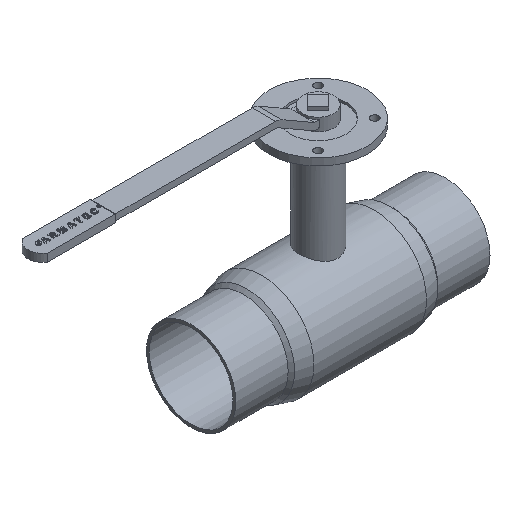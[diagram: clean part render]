
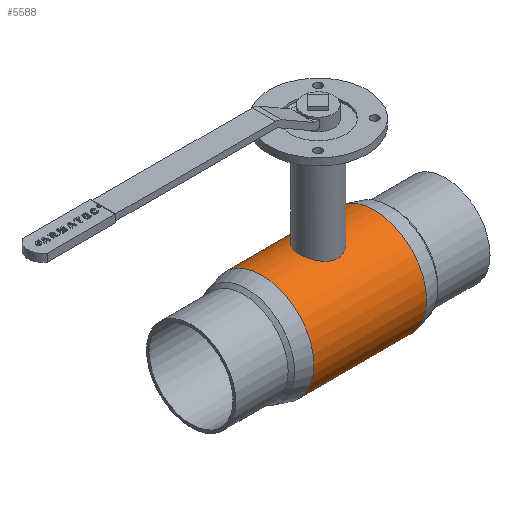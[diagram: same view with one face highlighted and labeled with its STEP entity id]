
A CAD part, isometric view. The second image highlights one B-rep face of the part: STEP entity #5588.
In plain terms, the highlighted cylindrical face has radius 66.5 mm (diameter 133 mm), a full revolution.
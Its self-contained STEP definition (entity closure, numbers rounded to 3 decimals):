
#5488=CARTESIAN_POINT('',(198.5,0.0,0.0));
#5489=DIRECTION('',(1.0,0.0,0.0));
#5490=DIRECTION('',(0.0,1.0,0.0));
#5491=AXIS2_PLACEMENT_3D('',#5488,#5489,#5490);
#5492=CYLINDRICAL_SURFACE('',#5491,66.5);
#5493=CARTESIAN_POINT('',(234.5,66.5,0.0));
#5494=VERTEX_POINT('',#5493);
#5495=CARTESIAN_POINT('',(234.5,0.0,0.0));
#5496=DIRECTION('',(1.0,0.0,0.0));
#5497=DIRECTION('',(0.0,1.0,0.0));
#5498=AXIS2_PLACEMENT_3D('',#5495,#5496,#5497);
#5499=CIRCLE('',#5498,66.5);
#5500=EDGE_CURVE('',#5494,#5494,#5499,.T.);
#5501=ORIENTED_EDGE('',*,*,#5500,.F.);
#5502=EDGE_LOOP('',(#5501));
#5503=FACE_OUTER_BOUND('',#5502,.T.);
#5504=CARTESIAN_POINT('',(90.5,66.5,0.0));
#5505=VERTEX_POINT('',#5504);
#5506=CARTESIAN_POINT('',(90.5,0.0,0.0));
#5507=DIRECTION('',(1.0,0.0,0.0));
#5508=DIRECTION('',(0.0,1.0,0.0));
#5509=AXIS2_PLACEMENT_3D('',#5506,#5507,#5508);
#5510=CIRCLE('',#5509,66.5);
#5511=EDGE_CURVE('',#5505,#5505,#5510,.T.);
#5512=ORIENTED_EDGE('',*,*,#5511,.T.);
#5513=EDGE_LOOP('',(#5512));
#5514=FACE_BOUND('',#5513,.T.);
#5515=CARTESIAN_POINT('',(162.5,25.0,61.622));
#5516=VERTEX_POINT('',#5515);
#5517=CARTESIAN_POINT('',(162.5,25.0,61.622));
#5518=CARTESIAN_POINT('',(164.087,25.0,61.622));
#5519=CARTESIAN_POINT('',(165.723,24.846,61.685));
#5520=CARTESIAN_POINT('',(168.966,24.206,61.939));
#5521=CARTESIAN_POINT('',(170.573,23.719,62.13));
#5522=CARTESIAN_POINT('',(173.647,22.439,62.604));
#5523=CARTESIAN_POINT('',(175.117,21.645,62.886));
#5524=CARTESIAN_POINT('',(177.831,19.815,63.487));
#5525=CARTESIAN_POINT('',(179.076,18.779,63.804));
#5526=CARTESIAN_POINT('',(181.278,16.577,64.411));
#5527=CARTESIAN_POINT('',(182.314,15.333,64.723));
#5528=CARTESIAN_POINT('',(184.144,12.618,65.307));
#5529=CARTESIAN_POINT('',(184.939,11.148,65.577));
#5530=CARTESIAN_POINT('',(186.219,8.072,66.027));
#5531=CARTESIAN_POINT('',(186.706,6.464,66.205));
#5532=CARTESIAN_POINT('',(187.347,3.221,66.442));
#5533=CARTESIAN_POINT('',(187.5,1.586,66.5));
#5534=CARTESIAN_POINT('',(187.5,-1.586,66.5));
#5535=CARTESIAN_POINT('',(187.347,-3.221,66.442));
#5536=CARTESIAN_POINT('',(186.706,-6.464,66.205));
#5537=CARTESIAN_POINT('',(186.219,-8.072,66.027));
#5538=CARTESIAN_POINT('',(184.939,-11.148,65.577));
#5539=CARTESIAN_POINT('',(184.144,-12.618,65.307));
#5540=CARTESIAN_POINT('',(182.314,-15.333,64.723));
#5541=CARTESIAN_POINT('',(181.278,-16.577,64.411));
#5542=CARTESIAN_POINT('',(179.076,-18.779,63.804));
#5543=CARTESIAN_POINT('',(177.831,-19.815,63.487));
#5544=CARTESIAN_POINT('',(175.117,-21.645,62.886));
#5545=CARTESIAN_POINT('',(173.647,-22.439,62.604));
#5546=CARTESIAN_POINT('',(170.573,-23.719,62.13));
#5547=CARTESIAN_POINT('',(168.966,-24.206,61.939));
#5548=CARTESIAN_POINT('',(165.723,-24.846,61.685));
#5549=CARTESIAN_POINT('',(164.087,-25.0,61.622));
#5550=CARTESIAN_POINT('',(160.913,-25.0,61.622));
#5551=CARTESIAN_POINT('',(159.277,-24.846,61.685));
#5552=CARTESIAN_POINT('',(156.034,-24.206,61.939));
#5553=CARTESIAN_POINT('',(154.427,-23.719,62.13));
#5554=CARTESIAN_POINT('',(151.353,-22.439,62.604));
#5555=CARTESIAN_POINT('',(149.883,-21.645,62.886));
#5556=CARTESIAN_POINT('',(147.169,-19.815,63.487));
#5557=CARTESIAN_POINT('',(145.924,-18.779,63.804));
#5558=CARTESIAN_POINT('',(143.722,-16.577,64.411));
#5559=CARTESIAN_POINT('',(142.686,-15.333,64.723));
#5560=CARTESIAN_POINT('',(140.856,-12.618,65.307));
#5561=CARTESIAN_POINT('',(140.061,-11.148,65.577));
#5562=CARTESIAN_POINT('',(138.781,-8.072,66.027));
#5563=CARTESIAN_POINT('',(138.294,-6.464,66.205));
#5564=CARTESIAN_POINT('',(137.653,-3.221,66.442));
#5565=CARTESIAN_POINT('',(137.5,-1.586,66.5));
#5566=CARTESIAN_POINT('',(137.5,1.586,66.5));
#5567=CARTESIAN_POINT('',(137.653,3.221,66.442));
#5568=CARTESIAN_POINT('',(138.294,6.464,66.205));
#5569=CARTESIAN_POINT('',(138.781,8.072,66.027));
#5570=CARTESIAN_POINT('',(140.061,11.148,65.577));
#5571=CARTESIAN_POINT('',(140.856,12.618,65.307));
#5572=CARTESIAN_POINT('',(142.686,15.333,64.723));
#5573=CARTESIAN_POINT('',(143.722,16.577,64.411));
#5574=CARTESIAN_POINT('',(145.924,18.779,63.804));
#5575=CARTESIAN_POINT('',(147.169,19.815,63.487));
#5576=CARTESIAN_POINT('',(149.883,21.645,62.886));
#5577=CARTESIAN_POINT('',(151.353,22.439,62.604));
#5578=CARTESIAN_POINT('',(154.427,23.719,62.13));
#5579=CARTESIAN_POINT('',(156.034,24.206,61.939));
#5580=CARTESIAN_POINT('',(159.277,24.846,61.685));
#5581=CARTESIAN_POINT('',(160.913,25.0,61.622));
#5582=CARTESIAN_POINT('',(162.5,25.0,61.622));
#5583=B_SPLINE_CURVE_WITH_KNOTS('',3,(#5517,#5518,#5519,#5520,#5521,#5522,#5523,#5524,#5525,#5526,#5527,#5528,#5529,#5530,#5531,#5532,#5533,#5534,#5535,#5536,#5537,#5538,#5539,#5540,#5541,#5542,#5543,#5544,#5545,#5546,#5547,#5548,#5549,#5550,#5551,#5552,#5553,#5554,#5555,#5556,#5557,#5558,#5559,#5560,#5561,#5562,#5563,#5564,#5565,#5566,#5567,#5568,#5569,#5570,#5571,#5572,#5573,#5574,#5575,#5576,#5577,#5578,#5579,#5580,#5581,#5582),.UNSPECIFIED.,.T.,.U.,(4,2,2,2,2,2,2,2,2,2,2,2,2,2,2,2,2,2,2,2,2,2,2,2,2,2,2,2,2,2,2,2,4),(0.0,0.476,0.952,1.428,1.905,2.38,2.856,3.332,3.808,4.284,4.759,5.235,5.711,6.187,6.663,7.139,7.616,8.092,8.568,9.044,9.52,9.996,10.472,10.948,11.423,11.899,12.375,12.851,13.326,13.803,14.279,14.755,15.231),.UNSPECIFIED.);
#5584=EDGE_CURVE('',#5516,#5516,#5583,.T.);
#5585=ORIENTED_EDGE('',*,*,#5584,.T.);
#5586=EDGE_LOOP('',(#5585));
#5587=FACE_BOUND('',#5586,.T.);
#5588=ADVANCED_FACE('',(#5503,#5514,#5587),#5492,.T.);
